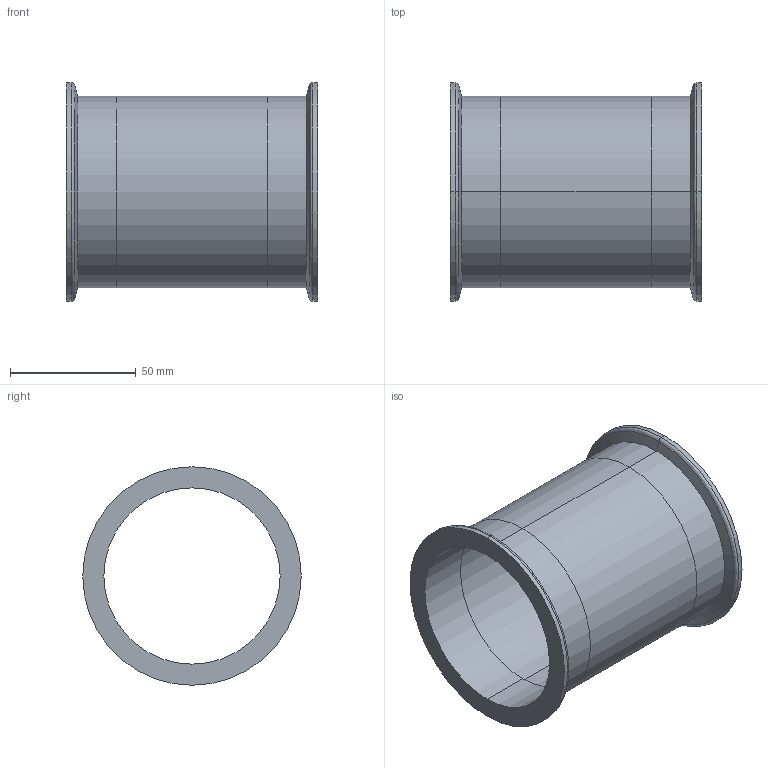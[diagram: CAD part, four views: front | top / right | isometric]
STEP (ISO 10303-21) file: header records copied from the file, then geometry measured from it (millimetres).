
FILE_DESCRIPTION( (''), '2;1');
FILE_NAME ('CAD714.868.VP5063_12524.stp','2016-04-04T15:47:38',(''),(''),'spGate 11.3.9','spGate','');
FILE_SCHEMA (('AUTOMOTIVE_DESIGN'));
Length unit declared in the file: millimetre
Products named in the file (4): Assembly; VP3063; VP5063-1; VP3063_mr
Assembly tree (3 placements, depth 2):
  Assembly
    VP3063
    VP5063-1
    VP3063_mr
Bounding box: 100 x 87 x 87 mm (x, y, z)
Volume: 66138.4 mm3; surface area: 55079.9 mm2
Topology: 3 solids, 3 shells, 30 faces, 60 edges, 36 vertices
Faces by surface type: cylinder 16, bspline 8, plane 6
Entity records: 1500 total; most frequent: CARTESIAN_POINT 294, DIRECTION 132, ORIENTED_EDGE 120, COLOUR_RGB 93, PRESENTATION_STYLE_ASSIGNMENT 93, STYLED_ITEM 93, AXIS2_PLACEMENT_3D 66, EDGE_CURVE 60
